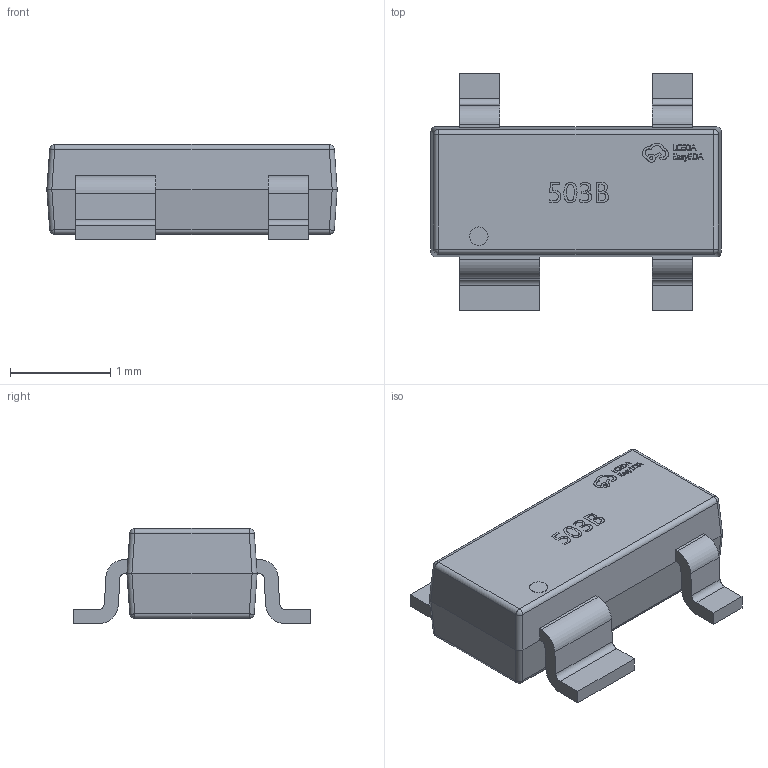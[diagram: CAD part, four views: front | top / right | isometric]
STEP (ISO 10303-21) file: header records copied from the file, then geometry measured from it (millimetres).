
FILE_DESCRIPTION (( 'STEP AP214' ), '1' );
FILE_NAME ('SOT-143-4_L2.9-W1.3-P1.92-LS2.4-BL.step', '2022-07-26T10:58:03', ( '' ), ( '' ), 'SwSTEP 2.0', 'SolidWorks 2020', '' );
FILE_SCHEMA (( 'AUTOMOTIVE_DESIGN' ));
Length unit declared in the file: millimetre
Products named in the file (1): SOT-143-4_L2.9-W1.3-P1.92-LS2.4-BL
Bounding box: 2.9 x 2.37 x 0.95 mm (x, y, z)
Volume: 3.5 mm3; surface area: 18.9 mm2
Topology: 14 solids, 14 shells, 444 faces, 1163 edges, 762 vertices
Faces by surface type: plane 255, bspline 147, cylinder 34, sphere 8
Entity records: 21808 total; most frequent: CARTESIAN_POINT 6801, ORIENTED_EDGE 2326, DIRECTION 1517, EDGE_CURVE 1163, VECTOR 801, LINE 801, VERTEX_POINT 762, EDGE_LOOP 471
